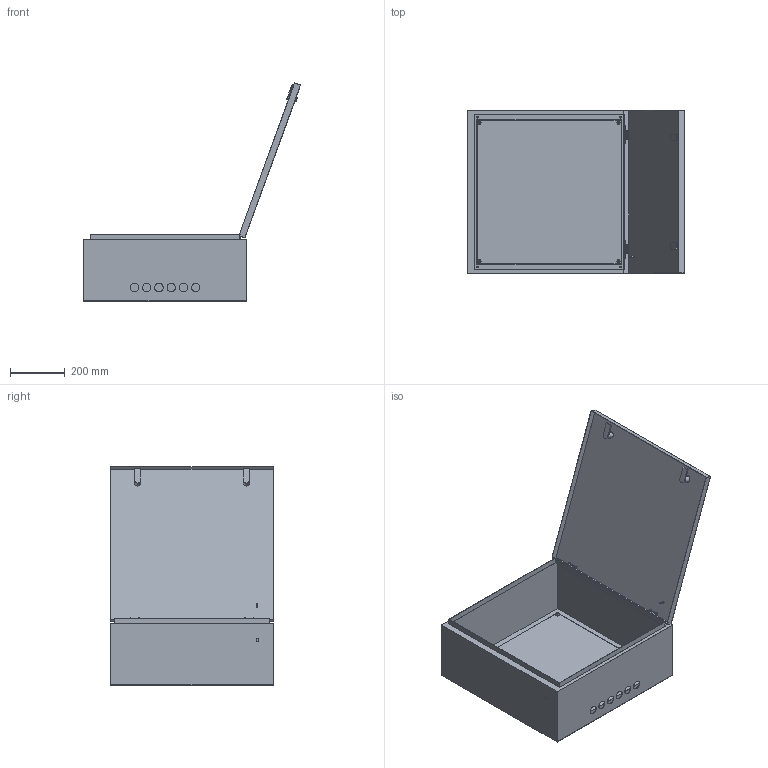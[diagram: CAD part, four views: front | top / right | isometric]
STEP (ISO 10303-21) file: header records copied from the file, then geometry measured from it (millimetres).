
FILE_DESCRIPTION (( 'STEP AP214' ), '1' );
FILE_NAME ('SHMP-6.6.2-0_ IP54.STEP', '2017-02-17T12:47:22', ( '' ), ( '' ), 'SwSTEP 2.0', 'SolidWorks 2014', '' );
FILE_SCHEMA (( 'AUTOMOTIVE_DESIGN' ));
Length unit declared in the file: millimetre
Products named in the file (5): Gaika_8; Obolochka_SHMP_6_6_2; Mont.Panel_6_6; Dver_6_6; SHMP-6.6.2-0_ IP54
Assembly tree (7 placements, depth 2):
  SHMP-6.6.2-0_ IP54
    Obolochka_SHMP_6_6_2
    Mont.Panel_6_6
    Dver_6_6
    Gaika_8  x4
Bounding box: 797.44 x 600 x 801.97 mm (x, y, z)
Volume: 1748606.2 mm3; surface area: 3431875.3 mm2
Topology: 13 solids, 13 shells, 253 faces, 606 edges, 398 vertices
Faces by surface type: plane 149, cylinder 86, cone 18
Entity records: 6846 total; most frequent: DIRECTION 1182, CARTESIAN_POINT 1117, ORIENTED_EDGE 1068, EDGE_CURVE 534, AXIS2_PLACEMENT_3D 415, VECTOR 352, LINE 352, VERTEX_POINT 350
